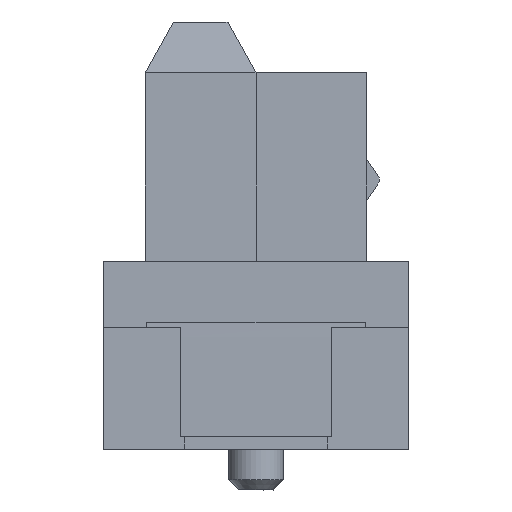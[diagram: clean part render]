
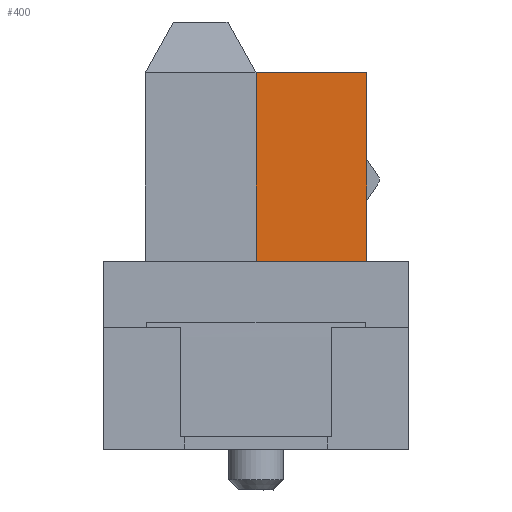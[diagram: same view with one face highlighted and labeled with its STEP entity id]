
A CAD part, left-side view. The second image highlights one B-rep face of the part: STEP entity #400.
In plain terms, the highlighted planar face has unit normal (-1, 0, 0).
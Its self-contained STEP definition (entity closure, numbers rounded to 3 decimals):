
#116=CARTESIAN_POINT('',(-13.2,-2.175,3.7));
#117=VERTEX_POINT('',#116);
#124=CARTESIAN_POINT('',(-13.2,0.,3.7));
#125=VERTEX_POINT('',#124);
#126=CARTESIAN_POINT('',(-13.2,-2.175,3.7));
#127=DIRECTION('',(0.,1.,0.));
#128=VECTOR('',#127,2.175);
#129=LINE('',#126,#128);
#130=EDGE_CURVE('',#117,#125,#129,.T.);
#370=CARTESIAN_POINT('',(-13.2,-1.088,5.55));
#371=DIRECTION('',(0.,1.,0.));
#372=DIRECTION('',(-1.,0.,0.));
#373=AXIS2_PLACEMENT_3D('',#370,#372,#371);
#374=PLANE('',#373);
#375=CARTESIAN_POINT('',(-13.2,-2.175,7.4));
#376=VERTEX_POINT('',#375);
#377=CARTESIAN_POINT('',(-13.2,0.,7.4));
#378=VERTEX_POINT('',#377);
#379=CARTESIAN_POINT('',(-13.2,-2.175,7.4));
#380=DIRECTION('',(0.,1.,0.));
#381=VECTOR('',#380,2.175);
#382=LINE('',#379,#381);
#383=EDGE_CURVE('',#376,#378,#382,.T.);
#384=ORIENTED_EDGE('',*,*,#383,.T.);
#385=CARTESIAN_POINT('',(-13.2,0.,7.4));
#386=DIRECTION('',(0.,0.,-1.));
#387=VECTOR('',#386,3.7);
#388=LINE('',#385,#387);
#389=EDGE_CURVE('',#378,#125,#388,.T.);
#390=ORIENTED_EDGE('',*,*,#389,.T.);
#391=ORIENTED_EDGE('',*,*,#130,.F.);
#392=CARTESIAN_POINT('',(-13.2,-2.175,3.7));
#393=DIRECTION('',(0.,0.,1.));
#394=VECTOR('',#393,3.7);
#395=LINE('',#392,#394);
#396=EDGE_CURVE('',#117,#376,#395,.T.);
#397=ORIENTED_EDGE('',*,*,#396,.T.);
#398=EDGE_LOOP('',(#384,#390,#391,#397));
#399=FACE_OUTER_BOUND('',#398,.T.);
#400=ADVANCED_FACE('',(#399),#374,.T.);
